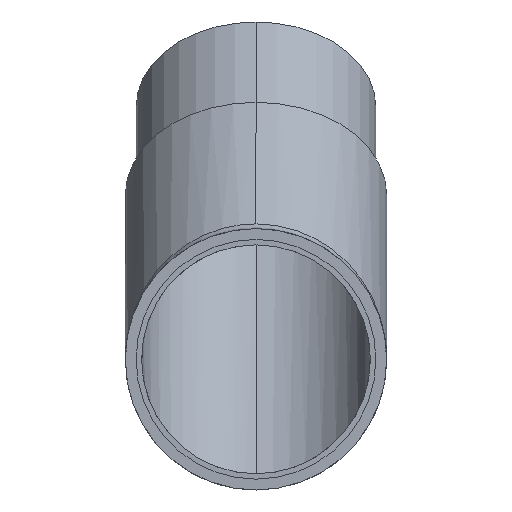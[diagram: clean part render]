
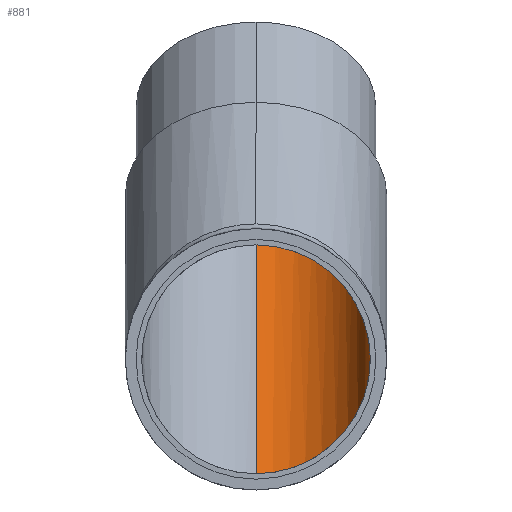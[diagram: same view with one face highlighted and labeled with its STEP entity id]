
A CAD part, left-side view. The second image highlights one B-rep face of the part: STEP entity #881.
In plain terms, the highlighted cylindrical face has radius 21.15 mm (diameter 42.3 mm), a partial arc.
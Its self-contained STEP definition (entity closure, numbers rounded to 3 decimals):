
#12 = CARTESIAN_POINT ( 'NONE',  ( 8.761, -42.3, -21.15 ) ) ;
#13 = CARTESIAN_POINT ( 'NONE',  ( 46.669, 0., 46.669 ) ) ;
#19 = VERTEX_POINT ( 'NONE', #937 ) ;
#94 = EDGE_CURVE ( 'NONE', #19, #410, #764, .T. ) ;
#105 = CARTESIAN_POINT ( 'NONE',  ( 8.761, 0., -21.15 ) ) ;
#163 = CYLINDRICAL_SURFACE ( 'NONE', #680, 21.15 ) ;
#210 = VECTOR ( 'NONE', #1234, 1000. ) ;
#229 = AXIS2_PLACEMENT_3D ( 'NONE', #13, #508, #799 ) ;
#233 = DIRECTION ( 'NONE',  ( -0.707, 0., 0.707 ) ) ;
#246 = ORIENTED_EDGE ( 'NONE', *, *, #94, .T. ) ;
#265 = CARTESIAN_POINT ( 'NONE',  ( 8.761, 0., -21.15 ) ) ;
#280 = EDGE_LOOP ( 'NONE', ( #246, #967, #569, #981 ) ) ;
#397 = CARTESIAN_POINT ( 'NONE',  ( -8.761, 0., 21.15 ) ) ;
#410 = VERTEX_POINT ( 'NONE', #609 ) ;
#456 = EDGE_CURVE ( 'NONE', #1183, #1004, #460, .T. ) ;
#460 =( BOUNDED_CURVE ( )  B_SPLINE_CURVE ( 3, ( #105, #12, #489, #397 ),
 .UNSPECIFIED., .F., .T. ) 
 B_SPLINE_CURVE_WITH_KNOTS ( ( 4, 4 ),
 ( 3.142, 6.283 ),
 .UNSPECIFIED. ) 
 CURVE ( )  GEOMETRIC_REPRESENTATION_ITEM ( )  RATIONAL_B_SPLINE_CURVE ( ( 1., 0.333, 0.333, 1. ) ) 
 REPRESENTATION_ITEM ( '' )  );
#489 = CARTESIAN_POINT ( 'NONE',  ( -8.761, -42.3, 21.15 ) ) ;
#508 = DIRECTION ( 'NONE',  ( 0.707, 0., 0.707 ) ) ;
#569 = ORIENTED_EDGE ( 'NONE', *, *, #456, .T. ) ;
#609 = CARTESIAN_POINT ( 'NONE',  ( 61.624, 0., 31.714 ) ) ;
#622 = CARTESIAN_POINT ( 'NONE',  ( 15.45, 0., 45.361 ) ) ;
#651 = CARTESIAN_POINT ( 'NONE',  ( -8.761, 0., 21.15 ) ) ;
#663 = LINE ( 'NONE', #966, #1015 ) ;
#680 = AXIS2_PLACEMENT_3D ( 'NONE', #1128, #854, #233 ) ;
#710 = EDGE_CURVE ( 'NONE', #19, #1004, #1036, .T. ) ;
#744 = FACE_OUTER_BOUND ( 'NONE', #280, .T. ) ;
#764 = CIRCLE ( 'NONE', #229, 21.15 ) ;
#799 = DIRECTION ( 'NONE',  ( 0.707, 0., -0.707 ) ) ;
#854 = DIRECTION ( 'NONE',  ( -0.707, 0., -0.707 ) ) ;
#881 = ADVANCED_FACE ( 'NONE', ( #744 ), #163, .F. ) ;
#909 = EDGE_CURVE ( 'NONE', #410, #1183, #663, .T. ) ;
#937 = CARTESIAN_POINT ( 'NONE',  ( 31.714, 0., 61.624 ) ) ;
#966 = CARTESIAN_POINT ( 'NONE',  ( 45.361, 0., 15.45 ) ) ;
#967 = ORIENTED_EDGE ( 'NONE', *, *, #909, .T. ) ;
#981 = ORIENTED_EDGE ( 'NONE', *, *, #710, .F. ) ;
#1004 = VERTEX_POINT ( 'NONE', #651 ) ;
#1015 = VECTOR ( 'NONE', #1163, 1000. ) ;
#1036 = LINE ( 'NONE', #622, #210 ) ;
#1128 = CARTESIAN_POINT ( 'NONE',  ( 30.406, 0., 30.406 ) ) ;
#1163 = DIRECTION ( 'NONE',  ( -0.707, 0., -0.707 ) ) ;
#1183 = VERTEX_POINT ( 'NONE', #265 ) ;
#1234 = DIRECTION ( 'NONE',  ( -0.707, 0., -0.707 ) ) ;
